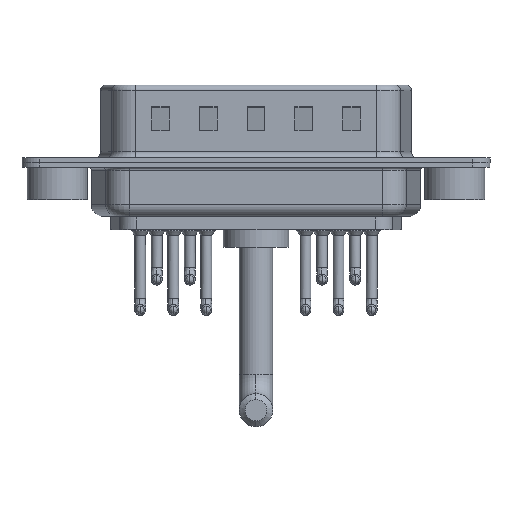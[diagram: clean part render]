
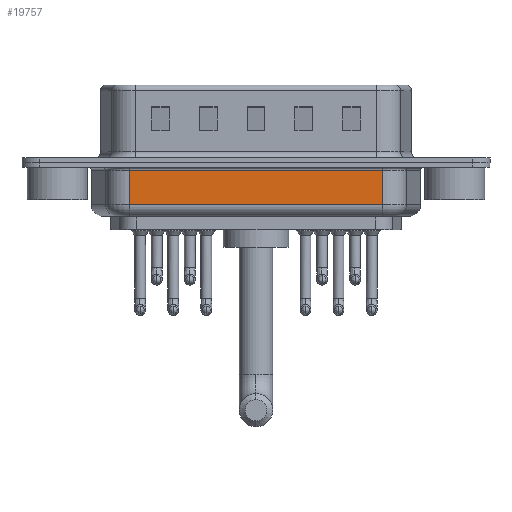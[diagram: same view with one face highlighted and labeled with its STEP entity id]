
A CAD part, front view. The second image highlights one B-rep face of the part: STEP entity #19757.
In plain terms, the highlighted planar face has unit normal (0, -1, 0).
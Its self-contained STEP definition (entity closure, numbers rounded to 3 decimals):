
#632 = EDGE_CURVE ( 'NONE', #11293, #10501, #5201, .T. ) ;
#894 = LINE ( 'NONE', #5776, #20021 ) ;
#1979 = LINE ( 'NONE', #6854, #21028 ) ;
#2571 = EDGE_LOOP ( 'NONE', ( #6208, #19742, #21932, #18121 ) ) ;
#3766 = CARTESIAN_POINT ( 'NONE',  ( 6.031, -5.35, -3.5 ) ) ;
#3917 = LINE ( 'NONE', #7399, #18687 ) ;
#4138 = DIRECTION ( 'NONE',  ( -1., 0., 0. ) ) ;
#4869 = CARTESIAN_POINT ( 'NONE',  ( 27.269, -5.35, -4.5 ) ) ;
#5201 = LINE ( 'NONE', #4869, #13330 ) ;
#5776 = CARTESIAN_POINT ( 'NONE',  ( 6.031, -5.35, -4.5 ) ) ;
#6208 = ORIENTED_EDGE ( 'NONE', *, *, #15513, .F. ) ;
#6854 = CARTESIAN_POINT ( 'NONE',  ( 6.031, -5.35, -3.5 ) ) ;
#7067 = AXIS2_PLACEMENT_3D ( 'NONE', #15200, #22107, #13724 ) ;
#7399 = CARTESIAN_POINT ( 'NONE',  ( 6.031, -5.35, -0.65 ) ) ;
#9170 = DIRECTION ( 'NONE',  ( 0., 0., 1. ) ) ;
#10204 = PLANE ( 'NONE',  #7067 ) ;
#10501 = VERTEX_POINT ( 'NONE', #16679 ) ;
#10593 = DIRECTION ( 'NONE',  ( 1., 0., 0. ) ) ;
#10720 = VERTEX_POINT ( 'NONE', #3766 ) ;
#11293 = VERTEX_POINT ( 'NONE', #21498 ) ;
#11987 = DIRECTION ( 'NONE',  ( 0., 0., 1. ) ) ;
#12992 = EDGE_CURVE ( 'NONE', #10720, #11293, #1979, .T. ) ;
#13330 = VECTOR ( 'NONE', #11987, 1000. ) ;
#13431 = VERTEX_POINT ( 'NONE', #17481 ) ;
#13724 = DIRECTION ( 'NONE',  ( 0., 0., 1. ) ) ;
#15200 = CARTESIAN_POINT ( 'NONE',  ( 6.031, -5.35, -4.5 ) ) ;
#15513 = EDGE_CURVE ( 'NONE', #10720, #13431, #894, .T. ) ;
#16679 = CARTESIAN_POINT ( 'NONE',  ( 27.269, -5.35, -0.65 ) ) ;
#17481 = CARTESIAN_POINT ( 'NONE',  ( 6.031, -5.35, -0.65 ) ) ;
#18121 = ORIENTED_EDGE ( 'NONE', *, *, #20495, .T. ) ;
#18687 = VECTOR ( 'NONE', #4138, 1000. ) ;
#19742 = ORIENTED_EDGE ( 'NONE', *, *, #12992, .T. ) ;
#19757 = ADVANCED_FACE ( 'NONE', ( #20298 ), #10204, .F. ) ;
#20021 = VECTOR ( 'NONE', #9170, 1000. ) ;
#20298 = FACE_OUTER_BOUND ( 'NONE', #2571, .T. ) ;
#20495 = EDGE_CURVE ( 'NONE', #10501, #13431, #3917, .T. ) ;
#21028 = VECTOR ( 'NONE', #10593, 1000. ) ;
#21498 = CARTESIAN_POINT ( 'NONE',  ( 27.269, -5.35, -3.5 ) ) ;
#21932 = ORIENTED_EDGE ( 'NONE', *, *, #632, .T. ) ;
#22107 = DIRECTION ( 'NONE',  ( 0., 1., 0. ) ) ;
